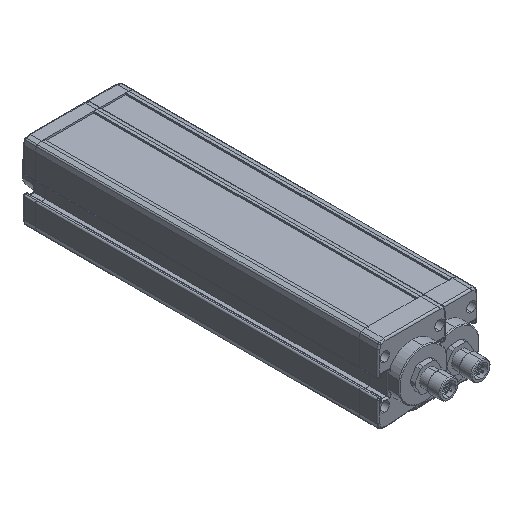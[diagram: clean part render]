
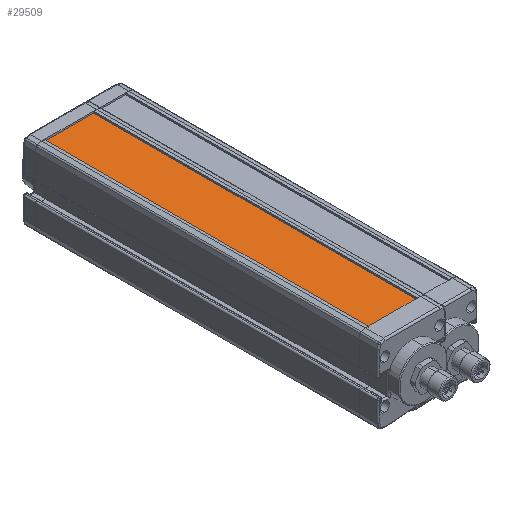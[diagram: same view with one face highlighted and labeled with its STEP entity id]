
A CAD part, isometric view. The second image highlights one B-rep face of the part: STEP entity #29509.
In plain terms, the highlighted planar face has unit normal (0, 0, 1).
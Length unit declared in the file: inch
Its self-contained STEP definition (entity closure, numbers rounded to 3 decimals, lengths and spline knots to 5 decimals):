
#1113 = LINE ( 'NONE', #27758, #21095 ) ;
#3718 = EDGE_CURVE ( 'NONE', #11729, #18818, #18130, .T. ) ;
#4445 = ORIENTED_EDGE ( 'NONE', *, *, #25820, .T. ) ;
#5000 = CARTESIAN_POINT ( 'NONE',  ( 3.52363, 1.25189, 8.82426 ) ) ;
#11729 = VERTEX_POINT ( 'NONE', #35430 ) ;
#12332 = EDGE_CURVE ( 'NONE', #28020, #19526, #36750, .T. ) ;
#15251 = EDGE_CURVE ( 'NONE', #18818, #28020, #1113, .T. ) ;
#17406 = CARTESIAN_POINT ( 'NONE',  ( 4.12402, 1.25189, 8.82426 ) ) ;
#18130 = LINE ( 'NONE', #5000, #37620 ) ;
#18136 = PLANE ( 'NONE',  #42700 ) ;
#18299 = CARTESIAN_POINT ( 'NONE',  ( 4.12402, 9.16527, 8.82426 ) ) ;
#18818 = VERTEX_POINT ( 'NONE', #17406 ) ;
#19196 = VECTOR ( 'NONE', #20193, 39.37008 ) ;
#19526 = VERTEX_POINT ( 'NONE', #33895 ) ;
#20193 = DIRECTION ( 'NONE',  ( -1., 0., 0. ) ) ;
#20582 = CARTESIAN_POINT ( 'NONE',  ( 2.92323, 5.20858, 8.82426 ) ) ;
#21095 = VECTOR ( 'NONE', #30593, 39.37008 ) ;
#21591 = FACE_OUTER_BOUND ( 'NONE', #40414, .T. ) ;
#25820 = EDGE_CURVE ( 'NONE', #19526, #11729, #27744, .T. ) ;
#26452 = ORIENTED_EDGE ( 'NONE', *, *, #12332, .T. ) ;
#27744 = LINE ( 'NONE', #20582, #29719 ) ;
#27758 = CARTESIAN_POINT ( 'NONE',  ( 4.12402, 5.20858, 8.82426 ) ) ;
#28020 = VERTEX_POINT ( 'NONE', #18299 ) ;
#28529 = DIRECTION ( 'NONE',  ( 0., 0., 1. ) ) ;
#29509 = ADVANCED_FACE ( 'NONE', ( #21591 ), #18136, .T. ) ;
#29719 = VECTOR ( 'NONE', #30788, 39.37008 ) ;
#30593 = DIRECTION ( 'NONE',  ( 0., 1., 0. ) ) ;
#30788 = DIRECTION ( 'NONE',  ( 0., -1., 0. ) ) ;
#31354 = DIRECTION ( 'NONE',  ( 1., 0., 0. ) ) ;
#33430 = CARTESIAN_POINT ( 'NONE',  ( 3.52363, 9.16527, 8.82426 ) ) ;
#33895 = CARTESIAN_POINT ( 'NONE',  ( 2.92323, 9.16527, 8.82426 ) ) ;
#34458 = DIRECTION ( 'NONE',  ( 1., 0., 0. ) ) ;
#35430 = CARTESIAN_POINT ( 'NONE',  ( 2.92323, 1.25189, 8.82426 ) ) ;
#36744 = ORIENTED_EDGE ( 'NONE', *, *, #3718, .T. ) ;
#36750 = LINE ( 'NONE', #33430, #19196 ) ;
#37620 = VECTOR ( 'NONE', #34458, 39.37008 ) ;
#38360 = CARTESIAN_POINT ( 'NONE',  ( 3.52363, 5.20858, 8.82426 ) ) ;
#40414 = EDGE_LOOP ( 'NONE', ( #42038, #26452, #4445, #36744 ) ) ;
#42038 = ORIENTED_EDGE ( 'NONE', *, *, #15251, .T. ) ;
#42700 = AXIS2_PLACEMENT_3D ( 'NONE', #38360, #28529, #31354 ) ;
